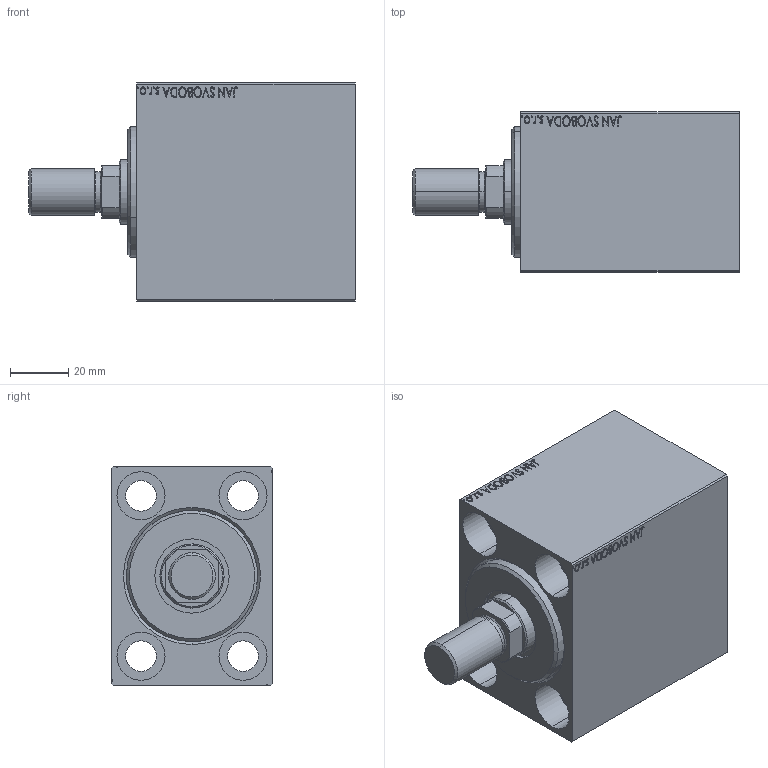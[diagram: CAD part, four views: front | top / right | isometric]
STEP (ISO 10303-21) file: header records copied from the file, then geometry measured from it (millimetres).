
FILE_DESCRIPTION (( 'STEP AP203' ), '1' );
FILE_NAME ('feca.STEP', '2024-02-11T17:16:09', ( '' ), ( '' ), 'SwSTEP 2.0', 'SolidWorks 2019', '' );
FILE_SCHEMA (( 'CONFIG_CONTROL_DESIGN' ));
Length unit declared in the file: millimetre
Products named in the file (5): V450CM_C_VCP 14d7cc263f7c29394ac7e7886cff83fb; V450CM_MALE_METRIC 14d7cc263f7c29394ac7e7886cff83fb; feca; V450CM_VC_B 14d7cc263f7c29394ac7e7886cff83fb; V450CM_C_Body 14d7cc263f7c29394ac7e7886cff83fb
Assembly tree (4 placements, depth 2):
  feca
    V450CM_C_Body 14d7cc263f7c29394ac7e7886cff83fb
    V450CM_C_VCP 14d7cc263f7c29394ac7e7886cff83fb
    V450CM_VC_B 14d7cc263f7c29394ac7e7886cff83fb
    V450CM_MALE_METRIC 14d7cc263f7c29394ac7e7886cff83fb
Bounding box: 112 x 55 x 75 mm (x, y, z)
Volume: 270589 mm3; surface area: 62010.2 mm2
Topology: 4 solids, 4 shells, 875 faces, 2234 edges, 1479 vertices
Faces by surface type: plane 411, bspline 380, cylinder 64, cone 18, torus 2
Entity records: 44453 total; most frequent: CARTESIAN_POINT 25201, ORIENTED_EDGE 4464, DIRECTION 2612, EDGE_CURVE 2232, VERTEX_POINT 1479, VECTOR 1312, LINE 1312, EDGE_LOOP 1003
